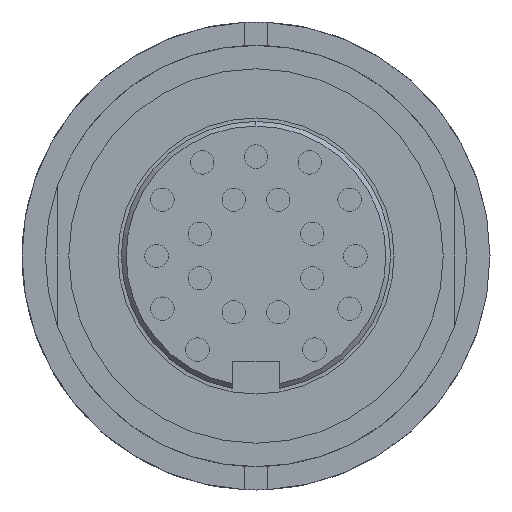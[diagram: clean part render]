
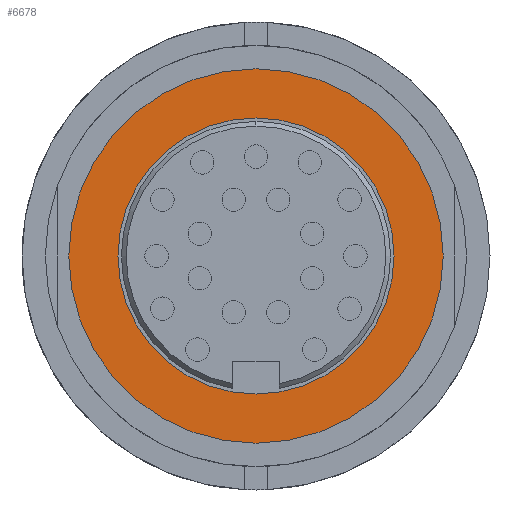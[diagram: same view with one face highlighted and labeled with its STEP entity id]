
A CAD part, front view. The second image highlights one B-rep face of the part: STEP entity #6678.
In plain terms, the highlighted planar face has unit normal (0, -1, 0).
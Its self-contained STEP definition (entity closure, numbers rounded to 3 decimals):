
#93=CARTESIAN_POINT('',(0.0,8.1,8.));
#94=VERTEX_POINT('',#93);
#110=CARTESIAN_POINT('',(0.,8.1,-8.));
#111=VERTEX_POINT('',#110);
#118=CARTESIAN_POINT('',(0.0,8.1,0.0));
#119=DIRECTION('',(0.0,1.0,0.0));
#120=DIRECTION('',(0.0,0.0,1.0));
#121=AXIS2_PLACEMENT_3D('',#118,#119,#120);
#122=CIRCLE('',#121,8.);
#123=EDGE_CURVE('',#111,#94,#122,.T.);
#133=CARTESIAN_POINT('',(0.0,8.1,5.9));
#134=VERTEX_POINT('',#133);
#143=CARTESIAN_POINT('',(0.,8.1,-5.9));
#144=VERTEX_POINT('',#143);
#145=CARTESIAN_POINT('',(0.0,8.1,0.0));
#146=DIRECTION('',(0.0,1.0,0.0));
#147=DIRECTION('',(0.0,0.0,1.0));
#148=AXIS2_PLACEMENT_3D('',#145,#146,#147);
#149=CIRCLE('',#148,5.9);
#150=EDGE_CURVE('',#144,#134,#149,.T.);
#6649=CARTESIAN_POINT('',(0.0,8.1,0.0));
#6650=DIRECTION('',(0.0,1.0,0.0));
#6651=DIRECTION('',(0.0,0.0,1.0));
#6652=AXIS2_PLACEMENT_3D('',#6649,#6650,#6651);
#6653=CIRCLE('',#6652,5.9);
#6654=EDGE_CURVE('',#134,#144,#6653,.T.);
#6659=CARTESIAN_POINT('',(0.0,8.1,6.95));
#6660=DIRECTION('',(0.0,-1.0,0.0));
#6661=DIRECTION('',(0.0,0.0,-1.0));
#6662=AXIS2_PLACEMENT_3D('',#6659,#6660,#6661);
#6663=PLANE('',#6662);
#6664=CARTESIAN_POINT('',(0.0,8.1,0.0));
#6665=DIRECTION('',(0.0,1.0,0.0));
#6666=DIRECTION('',(0.0,0.0,1.0));
#6667=AXIS2_PLACEMENT_3D('',#6664,#6665,#6666);
#6668=CIRCLE('',#6667,8.);
#6669=EDGE_CURVE('',#94,#111,#6668,.T.);
#6670=ORIENTED_EDGE('',*,*,#6669,.F.);
#6671=ORIENTED_EDGE('',*,*,#123,.F.);
#6672=EDGE_LOOP('',(#6670,#6671));
#6673=FACE_OUTER_BOUND('',#6672,.T.);
#6674=ORIENTED_EDGE('',*,*,#6654,.T.);
#6675=ORIENTED_EDGE('',*,*,#150,.T.);
#6676=EDGE_LOOP('',(#6674,#6675));
#6677=FACE_BOUND('',#6676,.T.);
#6678=ADVANCED_FACE('',(#6673,#6677),#6663,.T.);
